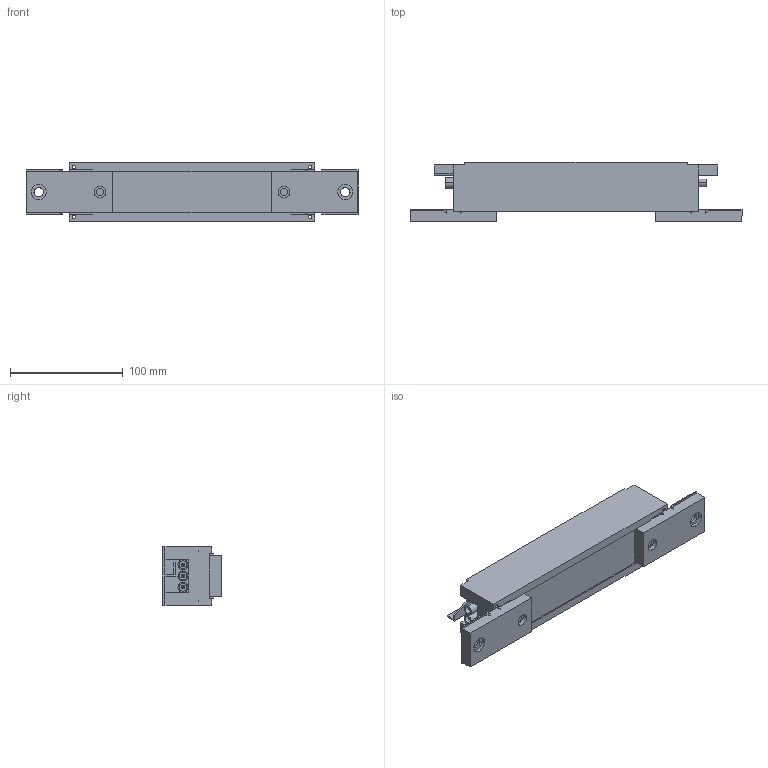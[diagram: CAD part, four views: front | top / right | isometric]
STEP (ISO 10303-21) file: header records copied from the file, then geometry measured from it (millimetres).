
FILE_DESCRIPTION (( 'STEP AP203' ), '1' );
FILE_NAME ('206539842_c_1.STEP', '2022-12-26T06:36:43', ( '' ), ( '' ), 'SwSTEP 2.0', 'SolidWorks 2014', '' );
FILE_SCHEMA (( 'CONFIG_CONTROL_DESIGN' ));
Length unit declared in the file: millimetre
Products named in the file (3): Syskomp 206539800 Halteset I40 LE 02; 206539842_c_1; Syskomp 406539842 Steckdosenleiste
Assembly tree (3 placements, depth 2):
  206539842_c_1
    Syskomp 206539800 Halteset I40 LE 02  x2
    Syskomp 406539842 Steckdosenleiste
Bounding box: 295 x 53 x 52 mm (x, y, z)
Volume: 463000.7 mm3; surface area: 85683.9 mm2
Topology: 3 solids, 3 shells, 262 faces, 648 edges, 426 vertices
Faces by surface type: plane 168, cylinder 88, torus 6
Entity records: 6996 total; most frequent: DIRECTION 1199, CARTESIAN_POINT 1143, ORIENTED_EDGE 1102, EDGE_CURVE 551, AXIS2_PLACEMENT_3D 418, VECTOR 363, LINE 363, VERTEX_POINT 362
